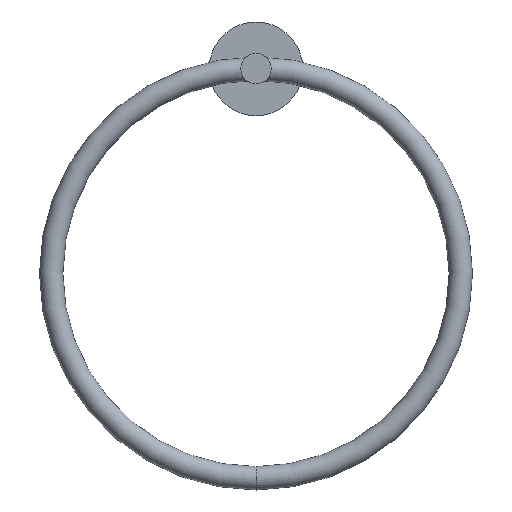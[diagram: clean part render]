
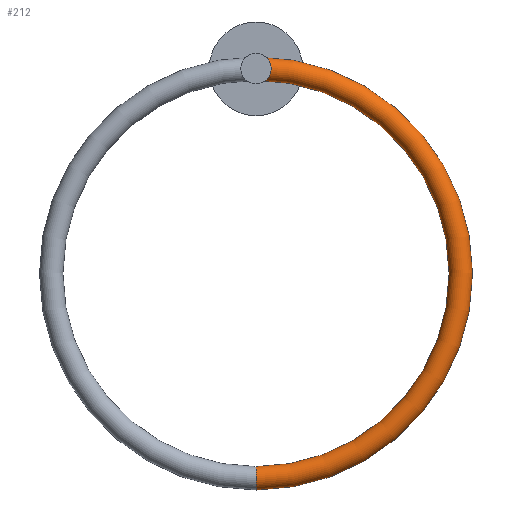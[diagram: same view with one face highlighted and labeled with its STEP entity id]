
A CAD part, top view. The second image highlights one B-rep face of the part: STEP entity #212.
In plain terms, the highlighted toroidal (fillet/blend) face has major radius 87.5 mm and minor radius 5 mm.
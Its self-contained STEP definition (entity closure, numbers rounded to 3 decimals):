
#29 = AXIS2_PLACEMENT_3D ( 'NONE', #562, #568, #560 ) ;
#62 = AXIS2_PLACEMENT_3D ( 'NONE', #548, #546, #544 ) ;
#126 = ORIENTED_EDGE ( 'NONE', *, *, #721, .T. ) ;
#166 = ORIENTED_EDGE ( 'NONE', *, *, #238, .T. ) ;
#173 = AXIS2_PLACEMENT_3D ( 'NONE', #584, #583, #581 ) ;
#180 = EDGE_CURVE ( 'NONE', #655, #599, #269, .T. ) ;
#212 = ADVANCED_FACE ( 'NONE', ( #261 ), #263, .T. ) ;
#234 = CIRCLE ( 'NONE', #545, 82.5 ) ;
#238 = EDGE_CURVE ( 'NONE', #537, #407, #254, .T. ) ;
#243 = CIRCLE ( 'NONE', #610, 92.5 ) ;
#254 = CIRCLE ( 'NONE', #62, 5. ) ;
#261 = FACE_OUTER_BOUND ( 'NONE', #491, .T. ) ;
#263 = TOROIDAL_SURFACE ( 'NONE', #29, 87.5, 5. ) ;
#269 = CIRCLE ( 'NONE', #173, 5. ) ;
#391 = ORIENTED_EDGE ( 'NONE', *, *, #632, .F. ) ;
#407 = VERTEX_POINT ( 'NONE', #536 ) ;
#480 = DIRECTION ( 'NONE',  ( 0., 0., -1. ) ) ;
#482 = DIRECTION ( 'NONE',  ( 0., -1., 0. ) ) ;
#483 = CARTESIAN_POINT ( 'NONE',  ( 0., 0., 0. ) ) ;
#491 = EDGE_LOOP ( 'NONE', ( #391, #659, #126, #166 ) ) ;
#498 = CARTESIAN_POINT ( 'NONE',  ( 0., 0., -82.5 ) ) ;
#501 = DIRECTION ( 'NONE',  ( 0., 0., -1. ) ) ;
#504 = DIRECTION ( 'NONE',  ( 0., -1., 0. ) ) ;
#508 = CARTESIAN_POINT ( 'NONE',  ( 0., 0., 0. ) ) ;
#529 = CARTESIAN_POINT ( 'NONE',  ( 0., 0., -92.5 ) ) ;
#531 = CARTESIAN_POINT ( 'NONE',  ( 0., 0., 82.5 ) ) ;
#536 = CARTESIAN_POINT ( 'NONE',  ( 0., 0., 92.5 ) ) ;
#537 = VERTEX_POINT ( 'NONE', #531 ) ;
#544 = DIRECTION ( 'NONE',  ( 0., 0., -1. ) ) ;
#545 = AXIS2_PLACEMENT_3D ( 'NONE', #483, #482, #480 ) ;
#546 = DIRECTION ( 'NONE',  ( 1., 0., 0. ) ) ;
#548 = CARTESIAN_POINT ( 'NONE',  ( 0., 0., 87.5 ) ) ;
#560 = DIRECTION ( 'NONE',  ( 0., 0., -1. ) ) ;
#562 = CARTESIAN_POINT ( 'NONE',  ( 0., 0., 0. ) ) ;
#568 = DIRECTION ( 'NONE',  ( 0., -1., 0. ) ) ;
#581 = DIRECTION ( 'NONE',  ( 0., 0., 1. ) ) ;
#583 = DIRECTION ( 'NONE',  ( -1., 0., 0. ) ) ;
#584 = CARTESIAN_POINT ( 'NONE',  ( 0., 0., -87.5 ) ) ;
#599 = VERTEX_POINT ( 'NONE', #529 ) ;
#610 = AXIS2_PLACEMENT_3D ( 'NONE', #508, #504, #501 ) ;
#632 = EDGE_CURVE ( 'NONE', #599, #407, #243, .T. ) ;
#655 = VERTEX_POINT ( 'NONE', #498 ) ;
#659 = ORIENTED_EDGE ( 'NONE', *, *, #180, .F. ) ;
#721 = EDGE_CURVE ( 'NONE', #655, #537, #234, .T. ) ;
